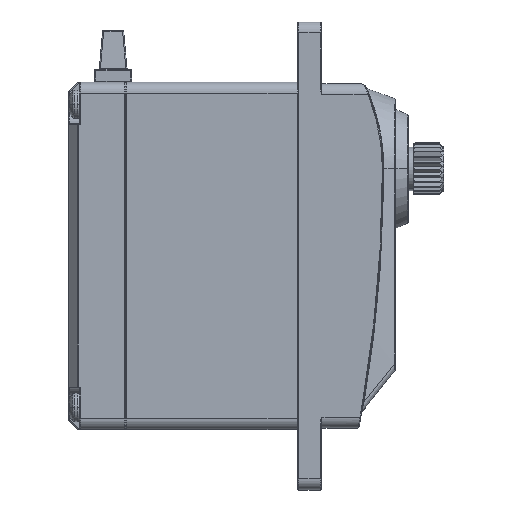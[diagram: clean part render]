
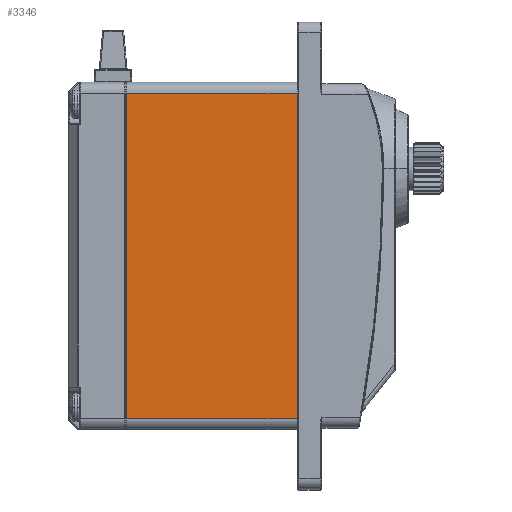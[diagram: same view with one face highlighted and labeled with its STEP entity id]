
A CAD part, top view. The second image highlights one B-rep face of the part: STEP entity #3346.
In plain terms, the highlighted planar face has unit normal (0, 0, 1).
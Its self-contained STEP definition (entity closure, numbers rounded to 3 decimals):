
#471 = DIRECTION ( 'NONE',  ( 0., -1., 0. ) ) ;
#557 = ORIENTED_EDGE ( 'NONE', *, *, #7500, .T. ) ;
#793 = PLANE ( 'NONE',  #23349 ) ;
#3091 = VECTOR ( 'NONE', #3515, 1000. ) ;
#3194 = ORIENTED_EDGE ( 'NONE', *, *, #18448, .T. ) ;
#3246 = DIRECTION ( 'NONE',  ( 0., -1., 0. ) ) ;
#3346 = ADVANCED_FACE ( 'NONE', ( #19872 ), #793, .F. ) ;
#3515 = DIRECTION ( 'NONE',  ( -1., 0., 0. ) ) ;
#3622 = EDGE_LOOP ( 'NONE', ( #3194, #25070, #557, #26473 ) ) ;
#4514 = CARTESIAN_POINT ( 'NONE',  ( -0.1, 18.8, 0. ) ) ;
#4939 = CARTESIAN_POINT ( 'NONE',  ( -19.88, -18.8, 0. ) ) ;
#5524 = VERTEX_POINT ( 'NONE', #11939 ) ;
#5799 = EDGE_CURVE ( 'NONE', #23581, #13385, #22815, .T. ) ;
#6713 = DIRECTION ( 'NONE',  ( 1., 0., 0. ) ) ;
#7500 = EDGE_CURVE ( 'NONE', #13385, #28726, #14087, .T. ) ;
#7537 = CARTESIAN_POINT ( 'NONE',  ( -19.78, 20.05, 0. ) ) ;
#9596 = LINE ( 'NONE', #4939, #14157 ) ;
#10045 = CARTESIAN_POINT ( 'NONE',  ( -19.88, 18.8, 0. ) ) ;
#11939 = CARTESIAN_POINT ( 'NONE',  ( -19.78, -18.8, 0. ) ) ;
#13385 = VERTEX_POINT ( 'NONE', #4514 ) ;
#14087 = LINE ( 'NONE', #10045, #3091 ) ;
#14157 = VECTOR ( 'NONE', #6713, 1000. ) ;
#14167 = DIRECTION ( 'NONE',  ( 0., 1., 0. ) ) ;
#14739 = CARTESIAN_POINT ( 'NONE',  ( -0.1, -18.8, 0. ) ) ;
#15607 = EDGE_CURVE ( 'NONE', #28726, #5524, #25964, .T. ) ;
#16422 = VECTOR ( 'NONE', #14167, 1000. ) ;
#16887 = CARTESIAN_POINT ( 'NONE',  ( -0.1, 18.8, 0. ) ) ;
#18448 = EDGE_CURVE ( 'NONE', #5524, #23581, #9596, .T. ) ;
#19528 = VECTOR ( 'NONE', #471, 1000. ) ;
#19872 = FACE_OUTER_BOUND ( 'NONE', #3622, .T. ) ;
#20868 = CARTESIAN_POINT ( 'NONE',  ( -19.78, 18.8, 0. ) ) ;
#22736 = CARTESIAN_POINT ( 'NONE',  ( -19.88, 20.05, 0. ) ) ;
#22815 = LINE ( 'NONE', #16887, #16422 ) ;
#23349 = AXIS2_PLACEMENT_3D ( 'NONE', #22736, #25174, #3246 ) ;
#23581 = VERTEX_POINT ( 'NONE', #14739 ) ;
#25070 = ORIENTED_EDGE ( 'NONE', *, *, #5799, .T. ) ;
#25174 = DIRECTION ( 'NONE',  ( 0., 0., -1. ) ) ;
#25964 = LINE ( 'NONE', #7537, #19528 ) ;
#26473 = ORIENTED_EDGE ( 'NONE', *, *, #15607, .T. ) ;
#28726 = VERTEX_POINT ( 'NONE', #20868 ) ;
